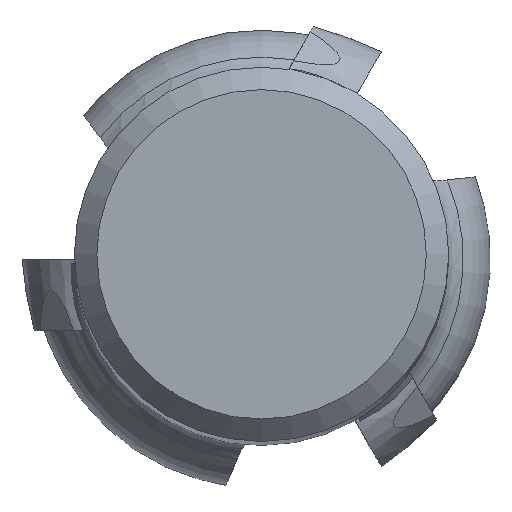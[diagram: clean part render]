
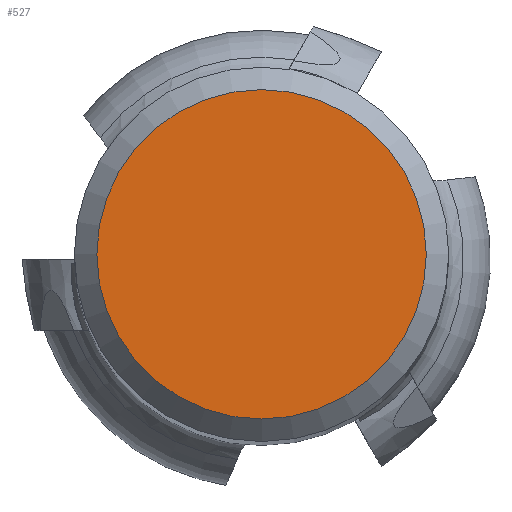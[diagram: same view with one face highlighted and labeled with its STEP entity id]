
A CAD part, top view. The second image highlights one B-rep face of the part: STEP entity #527.
In plain terms, the highlighted planar face has unit normal (0, 0, 1).
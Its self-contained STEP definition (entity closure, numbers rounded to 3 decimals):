
#356=FACE_OUTER_BOUND('',#902,.T.);
#527=ADVANCED_FACE('',(#356),#702,.T.);
#702=PLANE('',#3609);
#902=EDGE_LOOP('',(#1674));
#1134=CIRCLE('',#3607,10.997);
#1674=ORIENTED_EDGE('',*,*,#2900,.F.);
#2553=VERTEX_POINT('',#5497);
#2900=EDGE_CURVE('',#2553,#2553,#1134,.T.);
#3607=AXIS2_PLACEMENT_3D('',#5496,#4091,#4092);
#3609=AXIS2_PLACEMENT_3D('',#5499,#4095,#4096);
#4091=DIRECTION('',(0.,0.,-1.));
#4092=DIRECTION('',(-1.,0.,0.));
#4095=DIRECTION('',(0.,0.,1.));
#4096=DIRECTION('',(1.,0.,0.));
#5496=CARTESIAN_POINT('',(0.,0.,0.));
#5497=CARTESIAN_POINT('',(-10.997,0.,0.));
#5499=CARTESIAN_POINT('',(-10.997,0.,0.));
